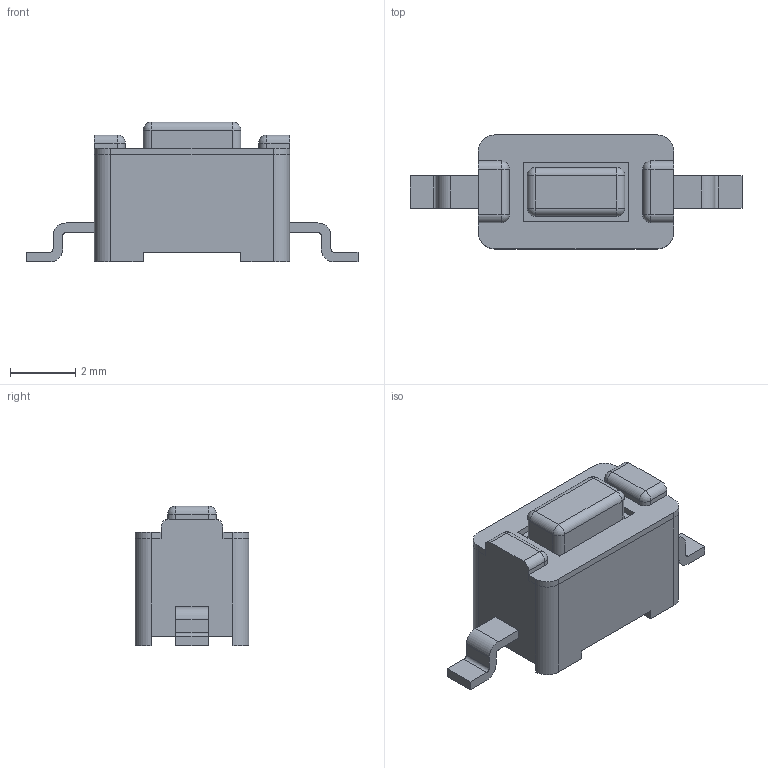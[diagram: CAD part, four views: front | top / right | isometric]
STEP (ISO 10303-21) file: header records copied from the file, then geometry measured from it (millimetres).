
FILE_DESCRIPTION((''),'2;1');
FILE_NAME('TL3302AFXXXQG.stp','2011-09-01T10:00:33',('banderson'),(''),'Autodesk Inventor 11','Autodesk Inventor 11','');
FILE_SCHEMA(('AUTOMOTIVE_DESIGN { 1 0 10303 214 1 1 1 1 }'));
Length unit declared in the file: millimetre
Products named in the file (5): P020332; TL1107-3302 BODY; TL1107-3302 COVER; TL3302 G TERM; TL1107-3302 A ACTUATOR
Assembly tree (5 placements, depth 2):
  P020332
    TL1107-3302 BODY
    TL1107-3302 COVER
    TL3302 G TERM  x2
    TL1107-3302 A ACTUATOR
Bounding box: 10.2 x 3.5 x 4.3 mm (x, y, z)
Volume: 63.1 mm3; surface area: 211.1 mm2
Topology: 5 solids, 5 shells, 193 faces, 482 edges, 296 vertices
Faces by surface type: plane 114, cylinder 58, sphere 12, bspline 6, torus 3
Entity records: 5349 total; most frequent: CARTESIAN_POINT 954, DIRECTION 908, ORIENTED_EDGE 868, EDGE_CURVE 434, VECTOR 326, LINE 326, AXIS2_PLACEMENT_3D 291, VERTEX_POINT 272
